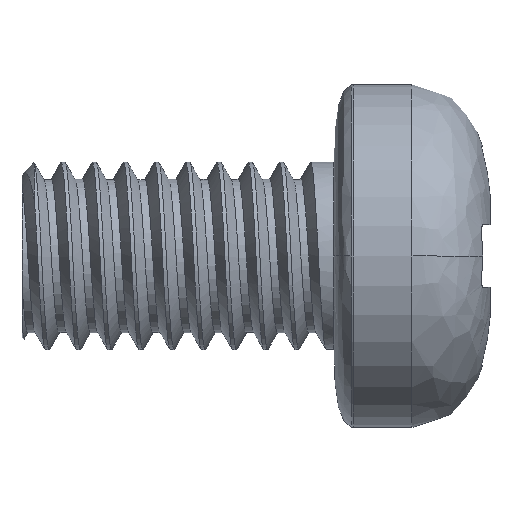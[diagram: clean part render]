
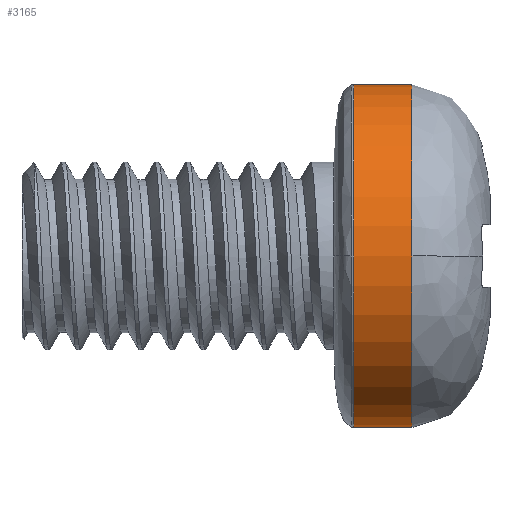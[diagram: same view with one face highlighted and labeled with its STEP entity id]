
A CAD part, left-side view. The second image highlights one B-rep face of the part: STEP entity #3165.
In plain terms, the highlighted cylindrical face has radius 2.75 mm (diameter 5.5 mm), a partial arc.
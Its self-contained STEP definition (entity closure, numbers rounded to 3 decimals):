
#38 = CARTESIAN_POINT ( 'NONE',  ( 0., -1.25, 0. ) ) ;
#78 = ORIENTED_EDGE ( 'NONE', *, *, #2177, .F. ) ;
#236 = VECTOR ( 'NONE', #500, 1000. ) ;
#268 = ORIENTED_EDGE ( 'NONE', *, *, #3302, .F. ) ;
#314 = CIRCLE ( 'NONE', #2472, 2.75 ) ;
#328 = EDGE_LOOP ( 'NONE', ( #268, #2892, #978, #78, #1413 ) ) ;
#405 = DIRECTION ( 'NONE',  ( 0., -1., 0. ) ) ;
#500 = DIRECTION ( 'NONE',  ( 0., -1., 0. ) ) ;
#679 = DIRECTION ( 'NONE',  ( 0., -1., 0. ) ) ;
#790 = CARTESIAN_POINT ( 'NONE',  ( 0., 0., 2.75 ) ) ;
#865 = CIRCLE ( 'NONE', #1491, 2.75 ) ;
#954 = CARTESIAN_POINT ( 'NONE',  ( 0., -0.317, -2.75 ) ) ;
#969 = CARTESIAN_POINT ( 'NONE',  ( 0., 0., 0. ) ) ;
#978 = ORIENTED_EDGE ( 'NONE', *, *, #2334, .T. ) ;
#1031 = DIRECTION ( 'NONE',  ( 0., -1., 0. ) ) ;
#1118 = LINE ( 'NONE', #790, #236 ) ;
#1240 = DIRECTION ( 'NONE',  ( 0., -1., 0. ) ) ;
#1398 = VERTEX_POINT ( 'NONE', #2463 ) ;
#1413 = ORIENTED_EDGE ( 'NONE', *, *, #1677, .F. ) ;
#1491 = AXIS2_PLACEMENT_3D ( 'NONE', #38, #1240, #1548 ) ;
#1548 = DIRECTION ( 'NONE',  ( 0., 0., -1. ) ) ;
#1577 = CYLINDRICAL_SURFACE ( 'NONE', #3126, 2.75 ) ;
#1677 = EDGE_CURVE ( 'NONE', #2552, #1398, #865, .T. ) ;
#1690 = CARTESIAN_POINT ( 'NONE',  ( 0., -0.317, 0. ) ) ;
#1807 = CARTESIAN_POINT ( 'NONE',  ( 0., -1.25, 0. ) ) ;
#1903 = CIRCLE ( 'NONE', #2936, 2.75 ) ;
#2077 = CARTESIAN_POINT ( 'NONE',  ( 0., -1.25, 2.75 ) ) ;
#2177 = EDGE_CURVE ( 'NONE', #1398, #2186, #314, .T. ) ;
#2178 = VERTEX_POINT ( 'NONE', #954 ) ;
#2183 = LINE ( 'NONE', #3357, #2215 ) ;
#2186 = VERTEX_POINT ( 'NONE', #2982 ) ;
#2215 = VECTOR ( 'NONE', #1031, 1000. ) ;
#2334 = EDGE_CURVE ( 'NONE', #2178, #2186, #2183, .T. ) ;
#2405 = DIRECTION ( 'NONE',  ( 0., 0., -1. ) ) ;
#2463 = CARTESIAN_POINT ( 'NONE',  ( -2.75, -1.25, 0. ) ) ;
#2472 = AXIS2_PLACEMENT_3D ( 'NONE', #1807, #679, #2405 ) ;
#2511 = VERTEX_POINT ( 'NONE', #3175 ) ;
#2552 = VERTEX_POINT ( 'NONE', #2077 ) ;
#2555 = DIRECTION ( 'NONE',  ( 0., 0., -1. ) ) ;
#2774 = FACE_OUTER_BOUND ( 'NONE', #328, .T. ) ;
#2892 = ORIENTED_EDGE ( 'NONE', *, *, #3356, .T. ) ;
#2936 = AXIS2_PLACEMENT_3D ( 'NONE', #1690, #3695, #2555 ) ;
#2982 = CARTESIAN_POINT ( 'NONE',  ( 0., -1.25, -2.75 ) ) ;
#3126 = AXIS2_PLACEMENT_3D ( 'NONE', #969, #405, #3284 ) ;
#3165 = ADVANCED_FACE ( 'NONE', ( #2774 ), #1577, .T. ) ;
#3175 = CARTESIAN_POINT ( 'NONE',  ( 0., -0.317, 2.75 ) ) ;
#3284 = DIRECTION ( 'NONE',  ( 0., 0., -1. ) ) ;
#3302 = EDGE_CURVE ( 'NONE', #2511, #2552, #1118, .T. ) ;
#3356 = EDGE_CURVE ( 'NONE', #2511, #2178, #1903, .T. ) ;
#3357 = CARTESIAN_POINT ( 'NONE',  ( 0., 0., -2.75 ) ) ;
#3695 = DIRECTION ( 'NONE',  ( 0., -1., 0. ) ) ;
